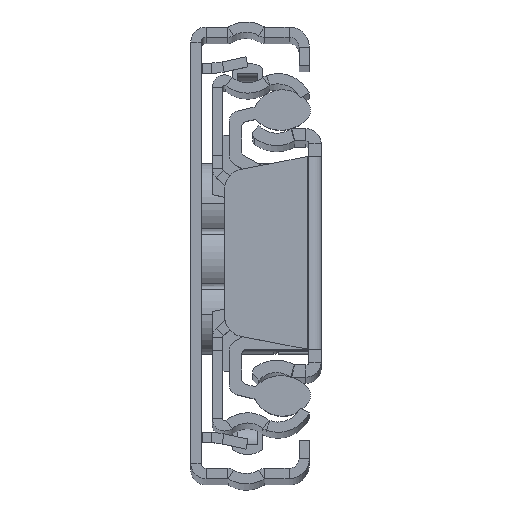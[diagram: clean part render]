
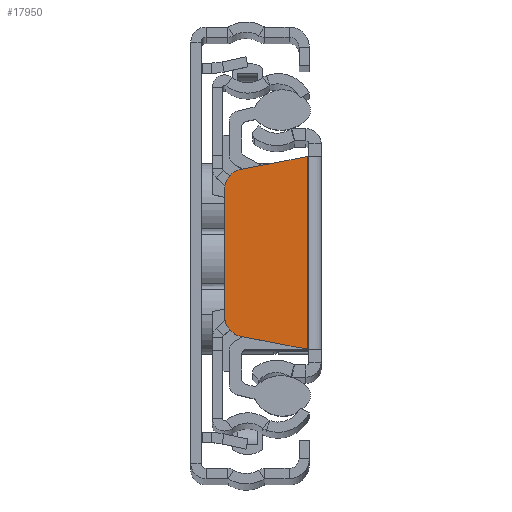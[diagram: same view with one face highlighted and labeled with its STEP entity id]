
A CAD part, top view. The second image highlights one B-rep face of the part: STEP entity #17950.
In plain terms, the highlighted planar face has unit normal (0, 0, 1).
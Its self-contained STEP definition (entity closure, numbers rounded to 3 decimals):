
#104 = EDGE_CURVE ( 'NONE', #12743, #10362, #17915, .T. ) ;
#196 = EDGE_CURVE ( 'NONE', #10999, #10792, #20968, .T. ) ;
#935 = DIRECTION ( 'NONE',  ( -0.982, -0.189, 0. ) ) ;
#1842 = PLANE ( 'NONE',  #8264 ) ;
#5091 = CARTESIAN_POINT ( 'NONE',  ( 0., 0., 0. ) ) ;
#5157 = EDGE_CURVE ( 'NONE', #9084, #10482, #17902, .T. ) ;
#5240 = VECTOR ( 'NONE', #18461, 1000. ) ;
#5530 = ORIENTED_EDGE ( 'NONE', *, *, #8276, .T. ) ;
#5902 = EDGE_LOOP ( 'NONE', ( #5530, #11242, #18428, #21404, #16147, #13602 ) ) ;
#6238 = CARTESIAN_POINT ( 'NONE',  ( -1.36, -9.379, 0. ) ) ;
#6315 = LINE ( 'NONE', #8450, #5240 ) ;
#7229 = DIRECTION ( 'NONE',  ( -1., 0., 0. ) ) ;
#7256 = CARTESIAN_POINT ( 'NONE',  ( -7.401, 6.183, 0. ) ) ;
#8212 = AXIS2_PLACEMENT_3D ( 'NONE', #11217, #18311, #9759 ) ;
#8264 = AXIS2_PLACEMENT_3D ( 'NONE', #5091, #13632, #7229 ) ;
#8276 = EDGE_CURVE ( 'NONE', #10792, #9084, #9214, .T. ) ;
#8450 = CARTESIAN_POINT ( 'NONE',  ( -1.786, -9.298, 0. ) ) ;
#8937 = DIRECTION ( 'NONE',  ( 0., 0., 1. ) ) ;
#8990 = CARTESIAN_POINT ( 'NONE',  ( -9.401, 6.183, 0. ) ) ;
#9084 = VERTEX_POINT ( 'NONE', #17574 ) ;
#9214 = LINE ( 'NONE', #16372, #21515 ) ;
#9275 = VECTOR ( 'NONE', #935, 1000. ) ;
#9699 = CARTESIAN_POINT ( 'NONE',  ( -1.786, 9.298, 0. ) ) ;
#9759 = DIRECTION ( 'NONE',  ( -1., 0., 0. ) ) ;
#10149 = FACE_OUTER_BOUND ( 'NONE', #5902, .T. ) ;
#10362 = VERTEX_POINT ( 'NONE', #6238 ) ;
#10482 = VERTEX_POINT ( 'NONE', #20048 ) ;
#10792 = VERTEX_POINT ( 'NONE', #8990 ) ;
#10937 = CARTESIAN_POINT ( 'NONE',  ( -1.36, -9.379, 0. ) ) ;
#10999 = VERTEX_POINT ( 'NONE', #15243 ) ;
#11217 = CARTESIAN_POINT ( 'NONE',  ( -7.401, -6.183, 0. ) ) ;
#11242 = ORIENTED_EDGE ( 'NONE', *, *, #5157, .T. ) ;
#12282 = EDGE_CURVE ( 'NONE', #10482, #10362, #6315, .T. ) ;
#12730 = DIRECTION ( 'NONE',  ( 0., -1., 0. ) ) ;
#12743 = VERTEX_POINT ( 'NONE', #18986 ) ;
#13602 = ORIENTED_EDGE ( 'NONE', *, *, #196, .T. ) ;
#13632 = DIRECTION ( 'NONE',  ( 0., 0., -1. ) ) ;
#14111 = DIRECTION ( 'NONE',  ( -1., 0., 0. ) ) ;
#15243 = CARTESIAN_POINT ( 'NONE',  ( -7.778, 8.147, 0. ) ) ;
#15254 = EDGE_CURVE ( 'NONE', #12743, #10999, #16095, .T. ) ;
#16095 = LINE ( 'NONE', #9699, #9275 ) ;
#16147 = ORIENTED_EDGE ( 'NONE', *, *, #15254, .T. ) ;
#16372 = CARTESIAN_POINT ( 'NONE',  ( -9.401, 0., 0. ) ) ;
#16498 = DIRECTION ( 'NONE',  ( 0., -1., 0. ) ) ;
#17014 = AXIS2_PLACEMENT_3D ( 'NONE', #7256, #8937, #14111 ) ;
#17574 = CARTESIAN_POINT ( 'NONE',  ( -9.401, -6.183, 0. ) ) ;
#17902 = CIRCLE ( 'NONE', #8212, 2. ) ;
#17915 = LINE ( 'NONE', #10937, #21314 ) ;
#17950 = ADVANCED_FACE ( 'NONE', ( #10149 ), #1842, .F. ) ;
#18311 = DIRECTION ( 'NONE',  ( 0., 0., 1. ) ) ;
#18428 = ORIENTED_EDGE ( 'NONE', *, *, #12282, .T. ) ;
#18461 = DIRECTION ( 'NONE',  ( 0.982, -0.189, 0. ) ) ;
#18986 = CARTESIAN_POINT ( 'NONE',  ( -1.36, 9.379, 0. ) ) ;
#20048 = CARTESIAN_POINT ( 'NONE',  ( -7.778, -8.147, 0. ) ) ;
#20968 = CIRCLE ( 'NONE', #17014, 2. ) ;
#21314 = VECTOR ( 'NONE', #12730, 1000. ) ;
#21404 = ORIENTED_EDGE ( 'NONE', *, *, #104, .F. ) ;
#21515 = VECTOR ( 'NONE', #16498, 1000. ) ;
